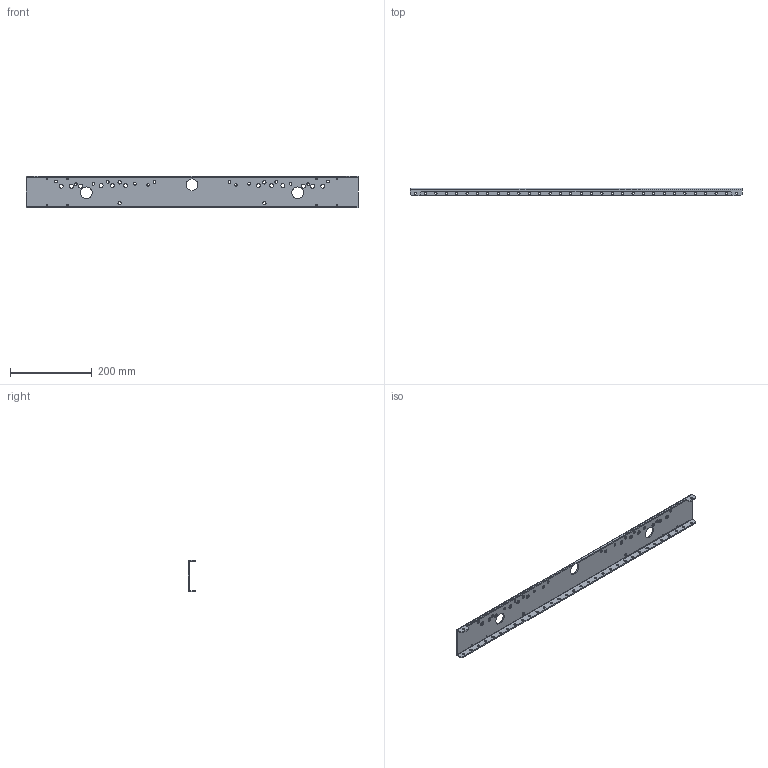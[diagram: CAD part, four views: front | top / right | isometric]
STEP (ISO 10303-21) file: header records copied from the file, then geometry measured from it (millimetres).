
FILE_DESCRIPTION(/* description */ (''),/* implementation_level */ '2;1');
FILE_NAME(/* name */ 'AM14U3 Outside Sheet Rev1_DefaultSM-FLAT-PATTERN.ipt.stp',/* time_stamp */ '2016-01-07T16:38:35-08:00',/* author */ ('PhillipD'),/* organization */ (''),/* preprocessor_version */ 'ST-DEVELOPER v16.1',/* originating_system */ 'Autodesk Inventor 2016',/* authorisation */ '');
FILE_SCHEMA (('AUTOMOTIVE_DESIGN { 1 0 10303 214 3 1 1 }'));
Length unit declared in the file: inch
Products named in the file (1): AM14U3 Outside Sheet Rev1_DefaultSM-FLAT-PATTERN
Bounding box: 812.8 x 19.05 x 77.72 mm (x, y, z)
Volume: 236686.6 mm3; surface area: 160245.6 mm2
Topology: 1 solids, 1 shells, 109 faces, 305 edges, 198 vertices
Faces by surface type: cylinder 79, plane 30
Full cylindrical faces by diameter (mm): 2.54 x8, 5.334 x34, 6.706 x10, 6.756 x4, 8.128 x4, 9.652 x12, 28.575 x3
Entity records: 3643 total; most frequent: DIRECTION 608, CARTESIAN_POINT 538, ORIENTED_EDGE 460, EDGE_LOOP 334, AXIS2_PLACEMENT_3D 268, EDGE_CURVE 230, FACE_BOUND 225, VERTEX_POINT 198
